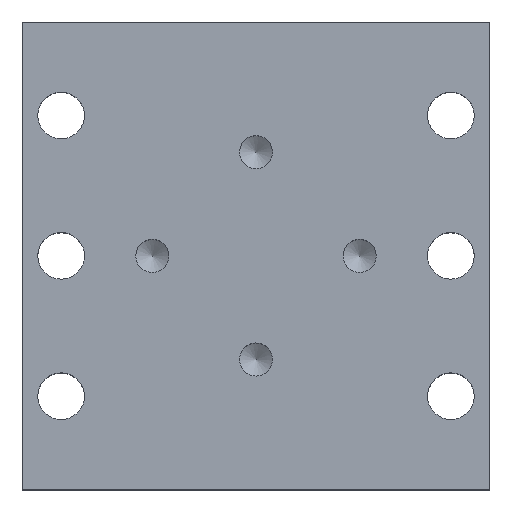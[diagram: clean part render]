
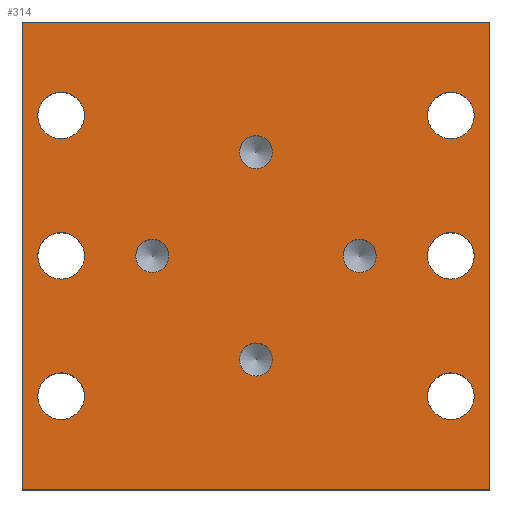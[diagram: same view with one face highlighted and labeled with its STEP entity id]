
A CAD part, top view. The second image highlights one B-rep face of the part: STEP entity #314.
In plain terms, the highlighted planar face has unit normal (0, 0, 1).
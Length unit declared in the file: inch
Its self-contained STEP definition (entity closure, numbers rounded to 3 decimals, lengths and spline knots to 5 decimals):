
#17=LINE('',#513,#29);
#20=LINE('',#519,#32);
#23=LINE('',#525,#35);
#26=LINE('',#529,#38);
#29=VECTOR('',#431,1.5);
#32=VECTOR('',#436,1.5);
#35=VECTOR('',#441,1.5);
#38=VECTOR('',#446,1.5);
#44=PLANE('',#356);
#61=FACE_BOUND('',#137,.T.);
#62=FACE_BOUND('',#138,.T.);
#63=FACE_BOUND('',#139,.T.);
#64=FACE_BOUND('',#140,.T.);
#65=FACE_BOUND('',#141,.T.);
#66=FACE_BOUND('',#142,.T.);
#67=FACE_BOUND('',#143,.T.);
#68=FACE_BOUND('',#144,.T.);
#69=FACE_BOUND('',#145,.T.);
#70=FACE_BOUND('',#146,.T.);
#100=FACE_OUTER_BOUND('',#136,.T.);
#136=EDGE_LOOP('',(#277,#278,#279,#280));
#137=EDGE_LOOP('',(#281));
#138=EDGE_LOOP('',(#282));
#139=EDGE_LOOP('',(#283));
#140=EDGE_LOOP('',(#284));
#141=EDGE_LOOP('',(#285));
#142=EDGE_LOOP('',(#286));
#143=EDGE_LOOP('',(#287));
#144=EDGE_LOOP('',(#288));
#145=EDGE_LOOP('',(#289));
#146=EDGE_LOOP('',(#290));
#148=CIRCLE('',#320,0.05325);
#150=CIRCLE('',#324,0.05325);
#152=CIRCLE('',#328,0.05325);
#154=CIRCLE('',#332,0.05325);
#156=CIRCLE('',#335,0.07475);
#158=CIRCLE('',#338,0.07475);
#160=CIRCLE('',#341,0.07475);
#162=CIRCLE('',#344,0.07475);
#164=CIRCLE('',#347,0.07475);
#166=CIRCLE('',#350,0.07475);
#168=VERTEX_POINT('',#456);
#170=VERTEX_POINT('',#462);
#172=VERTEX_POINT('',#468);
#174=VERTEX_POINT('',#474);
#176=VERTEX_POINT('',#479);
#178=VERTEX_POINT('',#484);
#180=VERTEX_POINT('',#489);
#182=VERTEX_POINT('',#494);
#184=VERTEX_POINT('',#499);
#186=VERTEX_POINT('',#504);
#189=VERTEX_POINT('',#510);
#190=VERTEX_POINT('',#512);
#192=VERTEX_POINT('',#518);
#194=VERTEX_POINT('',#524);
#196=EDGE_CURVE('',#168,#168,#148,.T.);
#198=EDGE_CURVE('',#170,#170,#150,.T.);
#200=EDGE_CURVE('',#172,#172,#152,.T.);
#202=EDGE_CURVE('',#174,#174,#154,.T.);
#204=EDGE_CURVE('',#176,#176,#156,.T.);
#206=EDGE_CURVE('',#178,#178,#158,.T.);
#208=EDGE_CURVE('',#180,#180,#160,.T.);
#210=EDGE_CURVE('',#182,#182,#162,.T.);
#212=EDGE_CURVE('',#184,#184,#164,.T.);
#214=EDGE_CURVE('',#186,#186,#166,.T.);
#217=EDGE_CURVE('',#190,#189,#17,.T.);
#220=EDGE_CURVE('',#192,#190,#20,.T.);
#223=EDGE_CURVE('',#194,#192,#23,.T.);
#226=EDGE_CURVE('',#189,#194,#26,.T.);
#277=ORIENTED_EDGE('',*,*,#226,.T.);
#278=ORIENTED_EDGE('',*,*,#223,.T.);
#279=ORIENTED_EDGE('',*,*,#220,.T.);
#280=ORIENTED_EDGE('',*,*,#217,.T.);
#281=ORIENTED_EDGE('',*,*,#196,.T.);
#282=ORIENTED_EDGE('',*,*,#198,.T.);
#283=ORIENTED_EDGE('',*,*,#200,.T.);
#284=ORIENTED_EDGE('',*,*,#202,.T.);
#285=ORIENTED_EDGE('',*,*,#204,.T.);
#286=ORIENTED_EDGE('',*,*,#206,.T.);
#287=ORIENTED_EDGE('',*,*,#208,.T.);
#288=ORIENTED_EDGE('',*,*,#210,.T.);
#289=ORIENTED_EDGE('',*,*,#212,.T.);
#290=ORIENTED_EDGE('',*,*,#214,.T.);
#314=ADVANCED_FACE('',(#100,#61,#62,#63,#64,#65,#66,#67,#68,#69,#70),#44,
 .T.);
#320=AXIS2_PLACEMENT_3D('',#457,#365,#366);
#324=AXIS2_PLACEMENT_3D('',#463,#373,#374);
#328=AXIS2_PLACEMENT_3D('',#469,#381,#382);
#332=AXIS2_PLACEMENT_3D('',#475,#389,#390);
#335=AXIS2_PLACEMENT_3D('',#480,#395,#396);
#338=AXIS2_PLACEMENT_3D('',#485,#401,#402);
#341=AXIS2_PLACEMENT_3D('',#490,#407,#408);
#344=AXIS2_PLACEMENT_3D('',#495,#413,#414);
#347=AXIS2_PLACEMENT_3D('',#500,#419,#420);
#350=AXIS2_PLACEMENT_3D('',#505,#425,#426);
#356=AXIS2_PLACEMENT_3D('',#531,#449,#450);
#365=DIRECTION('center_axis',(0.,0.,-1.));
#366=DIRECTION('ref_axis',(1.,0.,0.));
#373=DIRECTION('center_axis',(0.,0.,-1.));
#374=DIRECTION('ref_axis',(1.,0.,0.));
#381=DIRECTION('center_axis',(0.,0.,-1.));
#382=DIRECTION('ref_axis',(1.,0.,0.));
#389=DIRECTION('center_axis',(0.,0.,-1.));
#390=DIRECTION('ref_axis',(1.,0.,0.));
#395=DIRECTION('center_axis',(0.,0.,-1.));
#396=DIRECTION('ref_axis',(1.,0.,0.));
#401=DIRECTION('center_axis',(0.,0.,-1.));
#402=DIRECTION('ref_axis',(1.,0.,0.));
#407=DIRECTION('center_axis',(0.,0.,-1.));
#408=DIRECTION('ref_axis',(1.,0.,0.));
#413=DIRECTION('center_axis',(0.,0.,-1.));
#414=DIRECTION('ref_axis',(1.,0.,0.));
#419=DIRECTION('center_axis',(0.,0.,-1.));
#420=DIRECTION('ref_axis',(1.,0.,0.));
#425=DIRECTION('center_axis',(0.,0.,-1.));
#426=DIRECTION('ref_axis',(1.,0.,0.));
#431=DIRECTION('',(0.,-1.,0.));
#436=DIRECTION('',(-1.,0.,0.));
#441=DIRECTION('',(0.,1.,0.));
#446=DIRECTION('',(1.,0.,0.));
#449=DIRECTION('center_axis',(0.,0.,1.));
#450=DIRECTION('ref_axis',(1.,0.,0.));
#456=CARTESIAN_POINT('',(0.38559,0.,0.5));
#457=CARTESIAN_POINT('Origin',(0.33234,0.,0.5));
#462=CARTESIAN_POINT('',(-0.27909,0.,0.5));
#463=CARTESIAN_POINT('Origin',(-0.33234,0.,
0.5));
#468=CARTESIAN_POINT('',(0.05325,0.33234,0.5));
#469=CARTESIAN_POINT('Origin',(0.,0.33234,
0.5));
#474=CARTESIAN_POINT('',(0.05325,-0.33234,0.5));
#475=CARTESIAN_POINT('Origin',(0.,-0.33234,0.5));
#479=CARTESIAN_POINT('',(-0.55025,0.45,0.5));
#480=CARTESIAN_POINT('Origin',(-0.625,0.45,0.5));
#484=CARTESIAN_POINT('',(0.69975,0.,0.5));
#485=CARTESIAN_POINT('Origin',(0.625,0.,0.5));
#489=CARTESIAN_POINT('',(-0.55025,-0.45,0.5));
#490=CARTESIAN_POINT('Origin',(-0.625,-0.45,0.5));
#494=CARTESIAN_POINT('',(0.69975,-0.45,0.5));
#495=CARTESIAN_POINT('Origin',(0.625,-0.45,0.5));
#499=CARTESIAN_POINT('',(-0.55025,0.,0.5));
#500=CARTESIAN_POINT('Origin',(-0.625,0.,0.5));
#504=CARTESIAN_POINT('',(0.69975,0.45,0.5));
#505=CARTESIAN_POINT('Origin',(0.625,0.45,0.5));
#510=CARTESIAN_POINT('',(-0.75,-0.75,0.5));
#512=CARTESIAN_POINT('',(-0.75,0.75,0.5));
#513=CARTESIAN_POINT('',(-0.75,-0.75,0.5));
#518=CARTESIAN_POINT('',(0.75,0.75,0.5));
#519=CARTESIAN_POINT('',(-0.75,0.75,0.5));
#524=CARTESIAN_POINT('',(0.75,-0.75,0.5));
#525=CARTESIAN_POINT('',(0.75,0.75,0.5));
#529=CARTESIAN_POINT('',(0.75,-0.75,0.5));
#531=CARTESIAN_POINT('Origin',(0.,0.,0.5));
